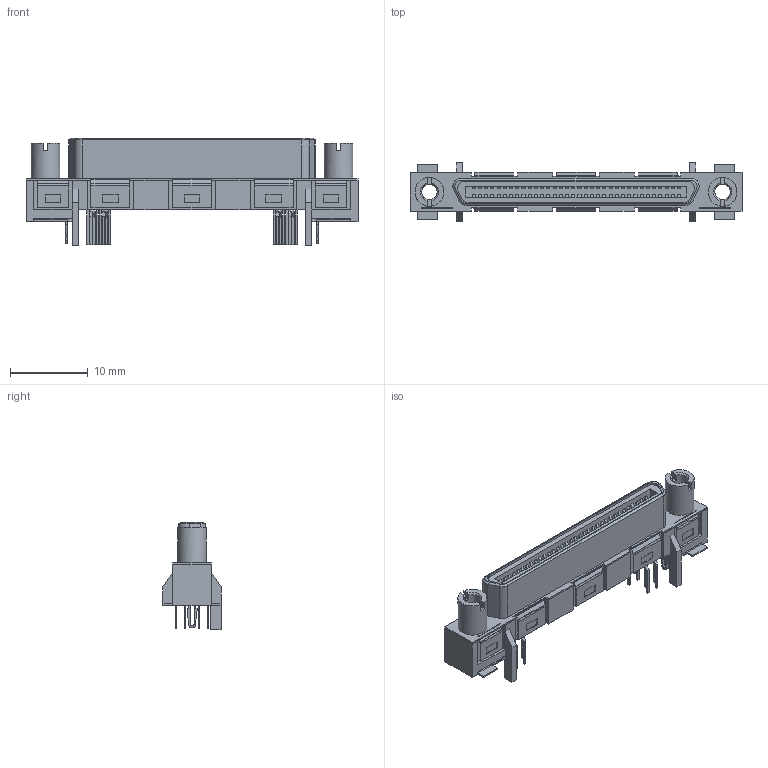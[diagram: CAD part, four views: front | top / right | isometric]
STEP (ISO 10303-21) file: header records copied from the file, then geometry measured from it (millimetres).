
FILE_DESCRIPTION(/* description */ (''),/* implementation_level */ '2;1');
FILE_NAME(/* name */ 'NATIONAL-INSTRUMENTS_780389-01.stp',/* time_stamp */ '2017-04-05T08:37:38+02:00',/* author */ ('jchouvet'),/* organization */ (''),/* preprocessor_version */ 'ST-DEVELOPER v16.1',/* originating_system */ 'AutoCAD Mechanical',/* authorisation */ '');
FILE_SCHEMA (('AUTOMOTIVE_DESIGN { 1 0 10303 214 3 1 1 }'));
Length unit declared in the file: millimetre
Products named in the file (1): Product
Bounding box: 42.7 x 7.5 x 13.8 mm (x, y, z)
Volume: 1355.1 mm3; surface area: 3646.3 mm2
Topology: 110 solids, 110 shells, 1091 faces, 2609 edges, 1737 vertices
Faces by surface type: plane 887, cylinder 196, cone 8
Full cylindrical faces by diameter (mm): 2 x10, 3.7 x2
Entity records: 31219 total; most frequent: CARTESIAN_POINT 5432, ORIENTED_EDGE 5184, DIRECTION 5180, EDGE_CURVE 2592, LINE 2172, VECTOR 2172, VERTEX_POINT 1732, AXIS2_PLACEMENT_3D 1504
